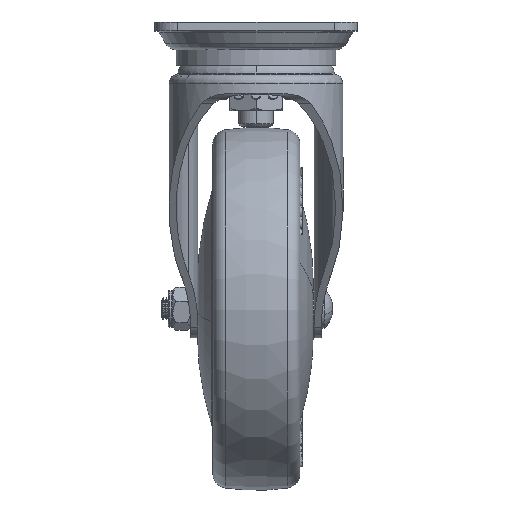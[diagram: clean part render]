
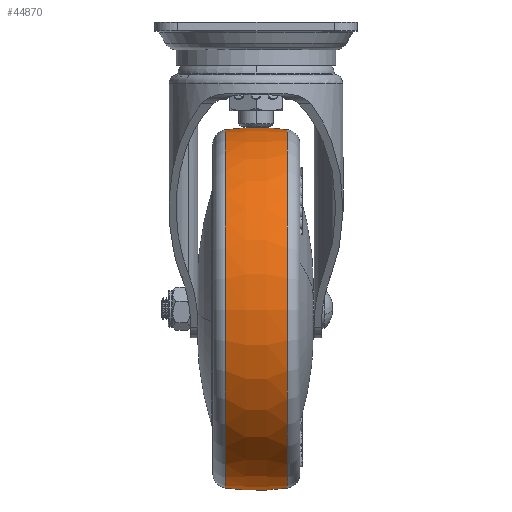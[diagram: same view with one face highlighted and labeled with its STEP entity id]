
A CAD part, top view. The second image highlights one B-rep face of the part: STEP entity #44870.
In plain terms, the highlighted toroidal (fillet/blend) face has major radius 13.25 mm and minor radius 75.75 mm.
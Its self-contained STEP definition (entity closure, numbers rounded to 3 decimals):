
#2793 = CARTESIAN_POINT ( 'NONE',  ( -9.164, -34.506, -6.887 ) ) ;
#3614 = DIRECTION ( 'NONE',  ( 1., 0., 0. ) ) ;
#4484 = VERTEX_POINT ( 'NONE', #24950 ) ;
#5101 = DIRECTION ( 'NONE',  ( 0., 1., 0.006 ) ) ;
#5752 = AXIS2_PLACEMENT_3D ( 'NONE', #2793, #16025, #20479 ) ;
#9072 = CIRCLE ( 'NONE', #21176, 75.75 ) ;
#16025 = DIRECTION ( 'NONE',  ( -1., 0., 0. ) ) ;
#16086 = ORIENTED_EDGE ( 'NONE', *, *, #18272, .T. ) ;
#16264 = DIRECTION ( 'NONE',  ( 0., -1., -0.006 ) ) ;
#16391 = ORIENTED_EDGE ( 'NONE', *, *, #54136, .F. ) ;
#18272 = EDGE_CURVE ( 'NONE', #4484, #52695, #23445, .T. ) ;
#20479 = DIRECTION ( 'NONE',  ( 0., -1., -0.006 ) ) ;
#20594 = AXIS2_PLACEMENT_3D ( 'NONE', #21120, #3614, #52302 ) ;
#21120 = CARTESIAN_POINT ( 'NONE',  ( -30.577, -34.506, -6.887 ) ) ;
#21176 = AXIS2_PLACEMENT_3D ( 'NONE', #47072, #38179, #16264 ) ;
#21360 = TOROIDAL_SURFACE ( 'NONE', #30708, -13.25, 75.75 ) ;
#22870 = ORIENTED_EDGE ( 'NONE', *, *, #24785, .T. ) ;
#23445 = CIRCLE ( 'NONE', #20594, 61.74 ) ;
#24785 = EDGE_CURVE ( 'NONE', #51850, #43723, #55396, .T. ) ;
#24950 = CARTESIAN_POINT ( 'NONE',  ( -30.577, 27.232, -6.539 ) ) ;
#25480 = FACE_OUTER_BOUND ( 'NONE', #38173, .T. ) ;
#26518 = CARTESIAN_POINT ( 'NONE',  ( -30.577, -96.245, -7.235 ) ) ;
#26981 = DIRECTION ( 'NONE',  ( 1., 0., 0. ) ) ;
#26992 = CARTESIAN_POINT ( 'NONE',  ( -19.871, -47.756, -6.962 ) ) ;
#27571 = DIRECTION ( 'NONE',  ( 0., 1., 0.006 ) ) ;
#27669 = CARTESIAN_POINT ( 'NONE',  ( -9.164, -96.245, -7.235 ) ) ;
#28272 = ORIENTED_EDGE ( 'NONE', *, *, #56303, .T. ) ;
#30708 = AXIS2_PLACEMENT_3D ( 'NONE', #31421, #26981, #5101 ) ;
#31421 = CARTESIAN_POINT ( 'NONE',  ( -19.871, -34.506, -6.887 ) ) ;
#31429 = DIRECTION ( 'NONE',  ( 0., 0.006, -1. ) ) ;
#33656 = CIRCLE ( 'NONE', #42522, 75.75 ) ;
#38173 = EDGE_LOOP ( 'NONE', ( #16086, #28272, #22870, #16391 ) ) ;
#38179 = DIRECTION ( 'NONE',  ( 0., -0.006, 1. ) ) ;
#39364 = CARTESIAN_POINT ( 'NONE',  ( -9.164, 27.232, -6.539 ) ) ;
#42522 = AXIS2_PLACEMENT_3D ( 'NONE', #26992, #31429, #27571 ) ;
#43723 = VERTEX_POINT ( 'NONE', #39364 ) ;
#44870 = ADVANCED_FACE ( 'NONE', ( #25480 ), #21360, .T. ) ;
#47072 = CARTESIAN_POINT ( 'NONE',  ( -19.871, -21.256, -6.812 ) ) ;
#51850 = VERTEX_POINT ( 'NONE', #27669 ) ;
#52302 = DIRECTION ( 'NONE',  ( 0., 1., 0.006 ) ) ;
#52695 = VERTEX_POINT ( 'NONE', #26518 ) ;
#54136 = EDGE_CURVE ( 'NONE', #4484, #43723, #33656, .T. ) ;
#55396 = CIRCLE ( 'NONE', #5752, 61.74 ) ;
#56303 = EDGE_CURVE ( 'NONE', #52695, #51850, #9072, .T. ) ;
